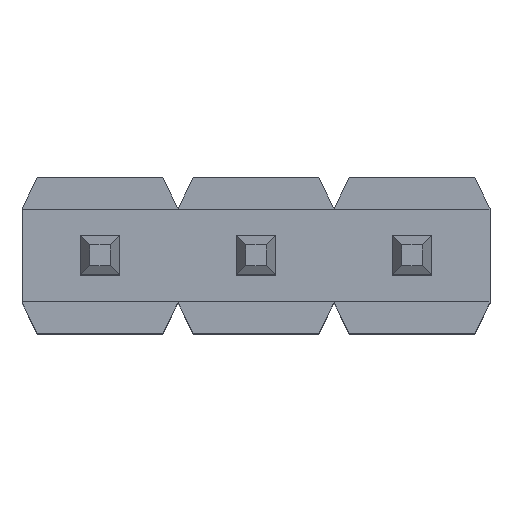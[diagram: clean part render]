
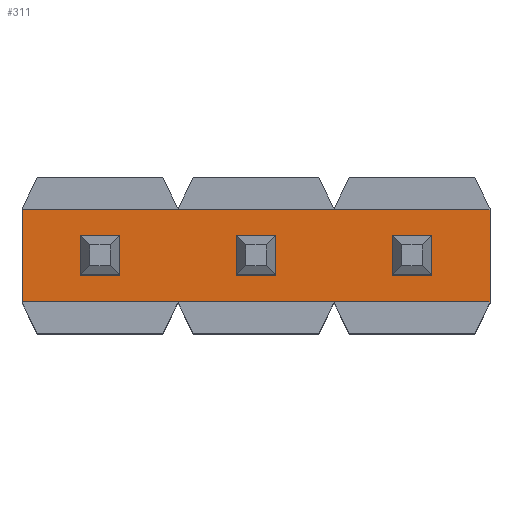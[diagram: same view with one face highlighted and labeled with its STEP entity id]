
A CAD part, top view. The second image highlights one B-rep face of the part: STEP entity #311.
In plain terms, the highlighted planar face has unit normal (0, 0, 1).
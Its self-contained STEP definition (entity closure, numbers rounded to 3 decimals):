
#41 = CARTESIAN_POINT ( 'NONE',  ( 49.21, 0.32, 7. ) ) ;
#44 = VERTEX_POINT ( 'NONE', #825 ) ;
#49 = VECTOR ( 'NONE', #633, 1000. ) ;
#50 = EDGE_LOOP ( 'NONE', ( #3082, #2795, #2805, #2007 ) ) ;
#84 = CARTESIAN_POINT ( 'NONE',  ( 49.21, 0.32, 7. ) ) ;
#96 = CARTESIAN_POINT ( 'NONE',  ( 47.31, -0.32, 7. ) ) ;
#127 = ORIENTED_EDGE ( 'NONE', *, *, #469, .F. ) ;
#135 = CARTESIAN_POINT ( 'NONE',  ( 43.18, -0.75, 7. ) ) ;
#151 = VECTOR ( 'NONE', #1058, 1000. ) ;
#160 = DIRECTION ( 'NONE',  ( -1., 0., 0. ) ) ;
#225 = CARTESIAN_POINT ( 'NONE',  ( 50.8, 0.75, 7. ) ) ;
#258 = DIRECTION ( 'NONE',  ( 0., 1., 0. ) ) ;
#276 = LINE ( 'NONE', #2144, #151 ) ;
#310 = VECTOR ( 'NONE', #2985, 1000. ) ;
#311 = ADVANCED_FACE ( 'NONE', ( #1632, #2674, #3267, #639 ), #2453, .F. ) ;
#312 = LINE ( 'NONE', #1090, #2503 ) ;
#337 = VERTEX_POINT ( 'NONE', #1713 ) ;
#353 = LINE ( 'NONE', #96, #1777 ) ;
#445 = LINE ( 'NONE', #1481, #1179 ) ;
#457 = CARTESIAN_POINT ( 'NONE',  ( 47.31, 0.32, 7. ) ) ;
#469 = EDGE_CURVE ( 'NONE', #44, #3133, #2018, .T. ) ;
#495 = CARTESIAN_POINT ( 'NONE',  ( 46.67, 0.32, 7. ) ) ;
#511 = EDGE_CURVE ( 'NONE', #3024, #1690, #1231, .T. ) ;
#633 = DIRECTION ( 'NONE',  ( 0., -1., 0. ) ) ;
#639 = FACE_OUTER_BOUND ( 'NONE', #50, .T. ) ;
#642 = VECTOR ( 'NONE', #3065, 1000. ) ;
#653 = ORIENTED_EDGE ( 'NONE', *, *, #1878, .F. ) ;
#679 = DIRECTION ( 'NONE',  ( 1., 0., 0. ) ) ;
#721 = VECTOR ( 'NONE', #1521, 1000. ) ;
#745 = VECTOR ( 'NONE', #1091, 1000. ) ;
#783 = CARTESIAN_POINT ( 'NONE',  ( 50.8, 0.75, 7. ) ) ;
#790 = DIRECTION ( 'NONE',  ( 0., 1., 0. ) ) ;
#797 = CARTESIAN_POINT ( 'NONE',  ( 44.77, -0.32, 7. ) ) ;
#825 = CARTESIAN_POINT ( 'NONE',  ( 44.77, 0.32, 7. ) ) ;
#879 = CARTESIAN_POINT ( 'NONE',  ( 44.77, -0.32, 7. ) ) ;
#880 = LINE ( 'NONE', #2149, #310 ) ;
#884 = LINE ( 'NONE', #84, #3100 ) ;
#900 = CARTESIAN_POINT ( 'NONE',  ( 49.85, -0.32, 7. ) ) ;
#915 = VERTEX_POINT ( 'NONE', #1943 ) ;
#936 = EDGE_CURVE ( 'NONE', #337, #915, #1976, .T. ) ;
#973 = CARTESIAN_POINT ( 'NONE',  ( -1949.2, -0.75, 7. ) ) ;
#995 = EDGE_CURVE ( 'NONE', #915, #1535, #1799, .T. ) ;
#1003 = CARTESIAN_POINT ( 'NONE',  ( 44.77, 0.32, 7. ) ) ;
#1030 = CARTESIAN_POINT ( 'NONE',  ( 50.8, -0.75, 7. ) ) ;
#1031 = EDGE_LOOP ( 'NONE', ( #2044, #2130, #2475, #127 ) ) ;
#1058 = DIRECTION ( 'NONE',  ( 0., -1., 0. ) ) ;
#1090 = CARTESIAN_POINT ( 'NONE',  ( 44.13, 0.32, 7. ) ) ;
#1091 = DIRECTION ( 'NONE',  ( -1., 0., 0. ) ) ;
#1108 = EDGE_CURVE ( 'NONE', #2948, #44, #445, .T. ) ;
#1179 = VECTOR ( 'NONE', #2011, 1000. ) ;
#1231 = LINE ( 'NONE', #973, #2143 ) ;
#1300 = LINE ( 'NONE', #2347, #2825 ) ;
#1312 = AXIS2_PLACEMENT_3D ( 'NONE', #2209, #1385, #160 ) ;
#1323 = CARTESIAN_POINT ( 'NONE',  ( 43.18, 0.75, 7. ) ) ;
#1332 = LINE ( 'NONE', #1575, #745 ) ;
#1335 = VERTEX_POINT ( 'NONE', #3250 ) ;
#1372 = EDGE_CURVE ( 'NONE', #2957, #3378, #353, .T. ) ;
#1378 = EDGE_CURVE ( 'NONE', #1335, #2948, #2180, .T. ) ;
#1385 = DIRECTION ( 'NONE',  ( 0., 0., -1. ) ) ;
#1390 = ORIENTED_EDGE ( 'NONE', *, *, #1606, .F. ) ;
#1401 = ORIENTED_EDGE ( 'NONE', *, *, #995, .F. ) ;
#1477 = ORIENTED_EDGE ( 'NONE', *, *, #1372, .F. ) ;
#1481 = CARTESIAN_POINT ( 'NONE',  ( 44.77, 0.32, 7. ) ) ;
#1488 = VERTEX_POINT ( 'NONE', #457 ) ;
#1491 = CARTESIAN_POINT ( 'NONE',  ( -1949.2, 0.75, 7. ) ) ;
#1509 = EDGE_CURVE ( 'NONE', #2920, #2523, #2505, .T. ) ;
#1521 = DIRECTION ( 'NONE',  ( -1., 0., 0. ) ) ;
#1535 = VERTEX_POINT ( 'NONE', #1986 ) ;
#1575 = CARTESIAN_POINT ( 'NONE',  ( 49.85, 0.32, 7. ) ) ;
#1606 = EDGE_CURVE ( 'NONE', #1535, #2062, #1332, .T. ) ;
#1613 = EDGE_CURVE ( 'NONE', #2920, #3024, #276, .T. ) ;
#1632 = FACE_BOUND ( 'NONE', #2240, .T. ) ;
#1690 = VERTEX_POINT ( 'NONE', #1030 ) ;
#1713 = CARTESIAN_POINT ( 'NONE',  ( 49.21, -0.32, 7. ) ) ;
#1755 = CARTESIAN_POINT ( 'NONE',  ( 49.85, 0.32, 7. ) ) ;
#1777 = VECTOR ( 'NONE', #679, 1000. ) ;
#1793 = ORIENTED_EDGE ( 'NONE', *, *, #2152, .F. ) ;
#1799 = LINE ( 'NONE', #1755, #2655 ) ;
#1878 = EDGE_CURVE ( 'NONE', #1488, #2216, #880, .T. ) ;
#1908 = DIRECTION ( 'NONE',  ( 1., 0., 0. ) ) ;
#1928 = CARTESIAN_POINT ( 'NONE',  ( 46.67, 0.32, 7. ) ) ;
#1943 = CARTESIAN_POINT ( 'NONE',  ( 49.85, -0.32, 7. ) ) ;
#1957 = DIRECTION ( 'NONE',  ( 1., 0., 0. ) ) ;
#1975 = CARTESIAN_POINT ( 'NONE',  ( 44.13, 0.32, 7. ) ) ;
#1976 = LINE ( 'NONE', #900, #2111 ) ;
#1986 = CARTESIAN_POINT ( 'NONE',  ( 49.85, 0.32, 7. ) ) ;
#1989 = ORIENTED_EDGE ( 'NONE', *, *, #2650, .F. ) ;
#2007 = ORIENTED_EDGE ( 'NONE', *, *, #2139, .T. ) ;
#2011 = DIRECTION ( 'NONE',  ( 0., 1., 0. ) ) ;
#2018 = LINE ( 'NONE', #1003, #721 ) ;
#2044 = ORIENTED_EDGE ( 'NONE', *, *, #1108, .F. ) ;
#2057 = VECTOR ( 'NONE', #258, 1000. ) ;
#2062 = VERTEX_POINT ( 'NONE', #41 ) ;
#2111 = VECTOR ( 'NONE', #1908, 1000. ) ;
#2130 = ORIENTED_EDGE ( 'NONE', *, *, #1378, .F. ) ;
#2139 = EDGE_CURVE ( 'NONE', #1690, #2523, #2827, .T. ) ;
#2143 = VECTOR ( 'NONE', #2822, 1000. ) ;
#2144 = CARTESIAN_POINT ( 'NONE',  ( 43.18, 0.75, 7. ) ) ;
#2149 = CARTESIAN_POINT ( 'NONE',  ( 47.31, 0.32, 7. ) ) ;
#2152 = EDGE_CURVE ( 'NONE', #3378, #1488, #1300, .T. ) ;
#2155 = LINE ( 'NONE', #1928, #49 ) ;
#2180 = LINE ( 'NONE', #879, #2440 ) ;
#2209 = CARTESIAN_POINT ( 'NONE',  ( -1949.2, 0.75, 7. ) ) ;
#2216 = VERTEX_POINT ( 'NONE', #495 ) ;
#2226 = ORIENTED_EDGE ( 'NONE', *, *, #3044, .F. ) ;
#2240 = EDGE_LOOP ( 'NONE', ( #2406, #2226, #1390, #1401 ) ) ;
#2347 = CARTESIAN_POINT ( 'NONE',  ( 47.31, 0.32, 7. ) ) ;
#2364 = DIRECTION ( 'NONE',  ( 0., -1., 0. ) ) ;
#2406 = ORIENTED_EDGE ( 'NONE', *, *, #936, .F. ) ;
#2440 = VECTOR ( 'NONE', #1957, 1000. ) ;
#2453 = PLANE ( 'NONE',  #1312 ) ;
#2470 = EDGE_LOOP ( 'NONE', ( #1793, #1477, #1989, #653 ) ) ;
#2475 = ORIENTED_EDGE ( 'NONE', *, *, #3284, .F. ) ;
#2503 = VECTOR ( 'NONE', #2364, 1000. ) ;
#2505 = LINE ( 'NONE', #1491, #642 ) ;
#2523 = VERTEX_POINT ( 'NONE', #783 ) ;
#2650 = EDGE_CURVE ( 'NONE', #2216, #2957, #2155, .T. ) ;
#2655 = VECTOR ( 'NONE', #2799, 1000. ) ;
#2674 = FACE_BOUND ( 'NONE', #1031, .T. ) ;
#2795 = ORIENTED_EDGE ( 'NONE', *, *, #1613, .T. ) ;
#2799 = DIRECTION ( 'NONE',  ( 0., 1., 0. ) ) ;
#2805 = ORIENTED_EDGE ( 'NONE', *, *, #511, .T. ) ;
#2822 = DIRECTION ( 'NONE',  ( 1., 0., 0. ) ) ;
#2825 = VECTOR ( 'NONE', #790, 1000. ) ;
#2827 = LINE ( 'NONE', #225, #2057 ) ;
#2888 = CARTESIAN_POINT ( 'NONE',  ( 46.67, -0.32, 7. ) ) ;
#2920 = VERTEX_POINT ( 'NONE', #1323 ) ;
#2948 = VERTEX_POINT ( 'NONE', #797 ) ;
#2957 = VERTEX_POINT ( 'NONE', #2888 ) ;
#2985 = DIRECTION ( 'NONE',  ( -1., 0., 0. ) ) ;
#3024 = VERTEX_POINT ( 'NONE', #135 ) ;
#3044 = EDGE_CURVE ( 'NONE', #2062, #337, #884, .T. ) ;
#3065 = DIRECTION ( 'NONE',  ( 1., 0., 0. ) ) ;
#3082 = ORIENTED_EDGE ( 'NONE', *, *, #1509, .F. ) ;
#3100 = VECTOR ( 'NONE', #3258, 1000. ) ;
#3133 = VERTEX_POINT ( 'NONE', #1975 ) ;
#3245 = CARTESIAN_POINT ( 'NONE',  ( 47.31, -0.32, 7. ) ) ;
#3250 = CARTESIAN_POINT ( 'NONE',  ( 44.13, -0.32, 7. ) ) ;
#3258 = DIRECTION ( 'NONE',  ( 0., -1., 0. ) ) ;
#3267 = FACE_BOUND ( 'NONE', #2470, .T. ) ;
#3284 = EDGE_CURVE ( 'NONE', #3133, #1335, #312, .T. ) ;
#3378 = VERTEX_POINT ( 'NONE', #3245 ) ;
